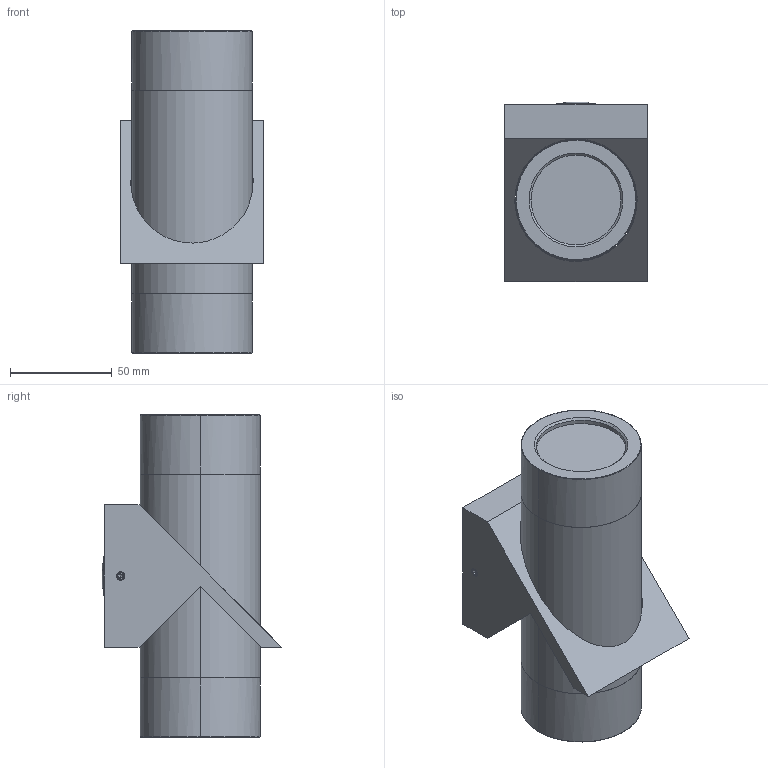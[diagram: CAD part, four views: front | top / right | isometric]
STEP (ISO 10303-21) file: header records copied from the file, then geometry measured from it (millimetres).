
FILE_DESCRIPTION(('CATIA V5 STEP Exchange'),'2;1');
FILE_NAME('GW-A213.stp','2025-12-17T10:14:41+00:00',('none'),('none'),'CATIA Version 5-6 Release 2018','CATIA V5 STEP AP203','none');
FILE_SCHEMA(('CONFIG_CONTROL_DESIGN'));
Length unit declared in the file: millimetre
Products named in the file (1): A213装配
Assembly tree (32 placements, depth 2):
  A213装配
    #57
    #2094
    #3205
    #3228  x2
    #3332  x2
    #4897
    #5849
    #13342  x2
    #15309  x2
    #15853  x2
    #16832  x2
    #18626  x2
    #19195
    #19985  x2
    #23618  x4
    #25564  x2
    #25600
    #25623
    #25646
    #25669
Bounding box: 70 x 88 x 158 mm (x, y, z)
Volume: 208489.9 mm3; surface area: 151070.1 mm2
Topology: 29 solids, 29 shells, 1106 faces, 2900 edges, 1880 vertices
Faces by surface type: cylinder 498, plane 350, cone 180, torus 34, extrusion 24, bspline 12, revolution 8
Entity records: 25558 total; most frequent: CARTESIAN_POINT 11553, ORIENTED_EDGE 3204, DIRECTION 2116, EDGE_CURVE 1602, VERTEX_POINT 1046, AXIS2_PLACEMENT_3D 984, EDGE_LOOP 692, ADVANCED_FACE 608
